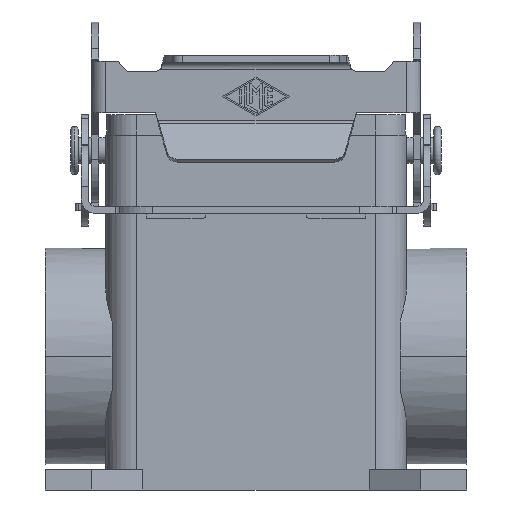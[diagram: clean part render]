
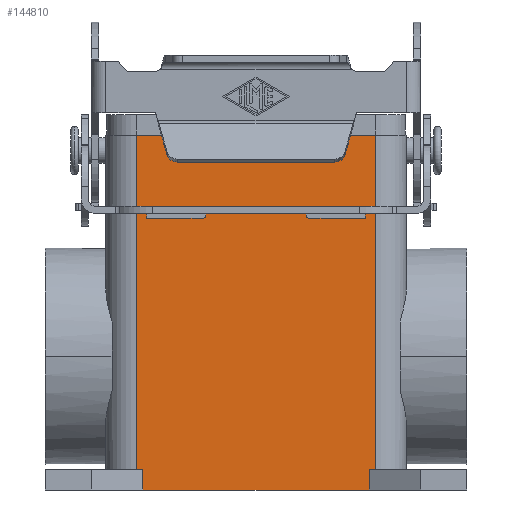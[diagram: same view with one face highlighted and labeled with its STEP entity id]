
A CAD part, front view. The second image highlights one B-rep face of the part: STEP entity #144810.
In plain terms, the highlighted planar face has unit normal (0, -1, 0).
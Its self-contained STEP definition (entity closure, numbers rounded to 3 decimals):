
#97490=CARTESIAN_POINT('',(23.25,-22.25,-62.));
#97500=VERTEX_POINT('',#97490);
#97530=CARTESIAN_POINT('',(23.25,-22.25,-62.));
#97540=DIRECTION('',(0.,0.,1.));
#97550=VECTOR('',#97540,65.);
#97560=LINE('',#97530,#97550);
#97570=CARTESIAN_POINT('',(23.25,-22.25,3.));
#97580=VERTEX_POINT('',#97570);
#97590=EDGE_CURVE('',#97500,#97580,#97560,.T.);
#100060=CARTESIAN_POINT('',(23.25,-22.25,3.));
#100070=DIRECTION('',(-1.,0.,0.));
#100080=VECTOR('',#100070,46.5);
#100090=LINE('',#100060,#100080);
#100100=CARTESIAN_POINT('',(-23.25,-22.25,3.));
#100110=VERTEX_POINT('',#100100);
#100120=EDGE_CURVE('',#97580,#100110,#100090,.T.);
#106090=CARTESIAN_POINT('',(-23.25,-22.25,-62.));
#106100=DIRECTION('',(0.,0.,1.));
#106110=VECTOR('',#106100,65.);
#106120=LINE('',#106090,#106110);
#106130=CARTESIAN_POINT('',(-23.25,-22.25,-62.));
#106140=VERTEX_POINT('',#106130);
#106150=EDGE_CURVE('',#106140,#100110,#106120,.T.);
#144330=CARTESIAN_POINT('',(22.,-22.25,-66.));
#144340=DIRECTION('',(0.,-1.,0.));
#144350=DIRECTION('',(0.,0.,-1.));
#144360=AXIS2_PLACEMENT_3D('',#144330,#144340,#144350);
#144370=PLANE('',#144360);
#144380=CARTESIAN_POINT('',(-22.,-22.25,-62.));
#144390=DIRECTION('',(-1.,0.,0.));
#144400=VECTOR('',#144390,1.25);
#144410=LINE('',#144380,#144400);
#144420=CARTESIAN_POINT('',(-22.,-22.25,-62.));
#144430=VERTEX_POINT('',#144420);
#144440=EDGE_CURVE('',#144430,#106140,#144410,.T.);
#144450=ORIENTED_EDGE('',*,*,#144440,.F.);
#144460=ORIENTED_EDGE('',*,*,#106150,.F.);
#144470=ORIENTED_EDGE('',*,*,#100120,.T.);
#144480=ORIENTED_EDGE('',*,*,#97590,.T.);
#144490=CARTESIAN_POINT('',(23.25,-22.25,-62.));
#144500=DIRECTION('',(-1.,0.,0.));
#144510=VECTOR('',#144500,1.25);
#144520=LINE('',#144490,#144510);
#144530=CARTESIAN_POINT('',(22.,-22.25,-62.));
#144540=VERTEX_POINT('',#144530);
#144550=EDGE_CURVE('',#97500,#144540,#144520,.T.);
#144560=ORIENTED_EDGE('',*,*,#144550,.F.);
#144570=CARTESIAN_POINT('',(22.,-22.25,-66.));
#144580=DIRECTION('',(0.,0.,1.));
#144590=VECTOR('',#144580,4.);
#144600=LINE('',#144570,#144590);
#144610=CARTESIAN_POINT('',(22.,-22.25,-66.));
#144620=VERTEX_POINT('',#144610);
#144630=EDGE_CURVE('',#144620,#144540,#144600,.T.);
#144640=ORIENTED_EDGE('',*,*,#144630,.T.);
#144650=CARTESIAN_POINT('',(22.,-22.25,-66.));
#144660=DIRECTION('',(-1.,0.,0.));
#144670=VECTOR('',#144660,44.);
#144680=LINE('',#144650,#144670);
#144690=CARTESIAN_POINT('',(-22.,-22.25,-66.));
#144700=VERTEX_POINT('',#144690);
#144710=EDGE_CURVE('',#144620,#144700,#144680,.T.);
#144720=ORIENTED_EDGE('',*,*,#144710,.F.);
#144730=CARTESIAN_POINT('',(-22.,-22.25,-66.));
#144740=DIRECTION('',(0.,0.,1.));
#144750=VECTOR('',#144740,4.);
#144760=LINE('',#144730,#144750);
#144770=EDGE_CURVE('',#144700,#144430,#144760,.T.);
#144780=ORIENTED_EDGE('',*,*,#144770,.F.);
#144790=EDGE_LOOP('',(#144780,#144720,#144640,#144560,#144480,#144470,
#144460,#144450));
#144800=FACE_OUTER_BOUND('',#144790,.T.);
#144810=ADVANCED_FACE('',(#144800),#144370,.T.);
